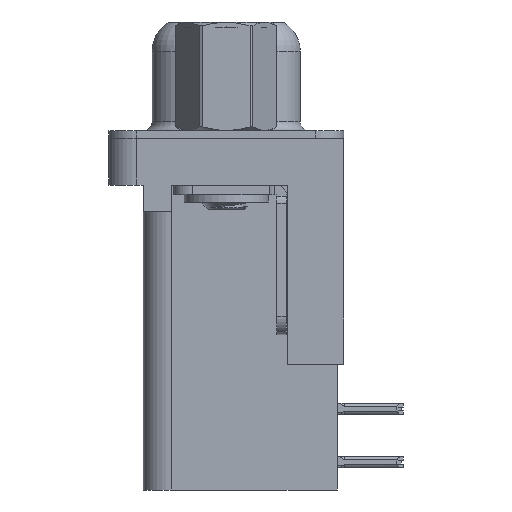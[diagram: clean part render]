
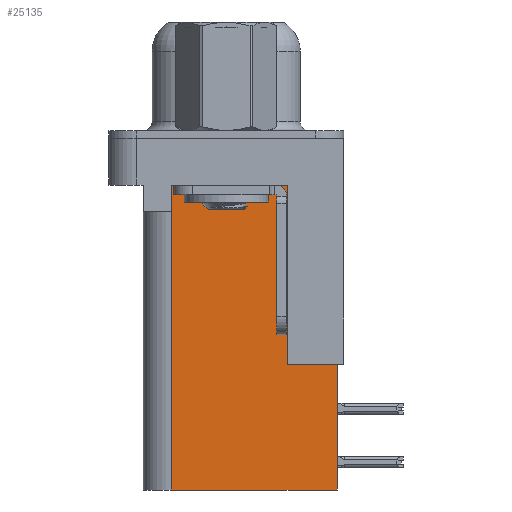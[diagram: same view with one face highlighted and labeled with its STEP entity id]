
A CAD part, left-side view. The second image highlights one B-rep face of the part: STEP entity #25135.
In plain terms, the highlighted planar face has unit normal (-1, 0, 0).
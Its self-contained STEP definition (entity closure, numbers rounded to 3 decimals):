
#83 = ORIENTED_EDGE ( 'NONE', *, *, #26336, .T. ) ;
#279 = CARTESIAN_POINT ( 'NONE',  ( 3.79, -5.925, -18.76 ) ) ;
#1243 = VECTOR ( 'NONE', #24244, 1000. ) ;
#1354 = LINE ( 'NONE', #28123, #19473 ) ;
#1691 = EDGE_CURVE ( 'NONE', #2317, #26078, #12500, .T. ) ;
#1777 = CARTESIAN_POINT ( 'NONE',  ( 3.79, 2.895, -2.5 ) ) ;
#1804 = CARTESIAN_POINT ( 'NONE',  ( 3.79, -3.295, -18.76 ) ) ;
#2019 = LINE ( 'NONE', #1804, #14587 ) ;
#2317 = VERTEX_POINT ( 'NONE', #20542 ) ;
#2958 = CARTESIAN_POINT ( 'NONE',  ( 3.79, -5.925, -2. ) ) ;
#3108 = EDGE_CURVE ( 'NONE', #26238, #23876, #1354, .T. ) ;
#3765 = DIRECTION ( 'NONE',  ( 0., 0., 1. ) ) ;
#3936 = EDGE_CURVE ( 'NONE', #27692, #26078, #23528, .T. ) ;
#4073 = VECTOR ( 'NONE', #19491, 1000. ) ;
#4570 = CARTESIAN_POINT ( 'NONE',  ( 3.79, -3.295, -18.76 ) ) ;
#4635 = VECTOR ( 'NONE', #27248, 1000. ) ;
#5330 = CARTESIAN_POINT ( 'NONE',  ( 3.79, 2.925, -18.76 ) ) ;
#6153 = ORIENTED_EDGE ( 'NONE', *, *, #3108, .T. ) ;
#6282 = DIRECTION ( 'NONE',  ( 0., 1., 0. ) ) ;
#6428 = EDGE_CURVE ( 'NONE', #28085, #28130, #6796, .T. ) ;
#6796 = LINE ( 'NONE', #25267, #12361 ) ;
#6938 = DIRECTION ( 'NONE',  ( 0., 1., 0. ) ) ;
#8593 = VERTEX_POINT ( 'NONE', #279 ) ;
#10034 = CARTESIAN_POINT ( 'NONE',  ( 3.79, 2.895, -3.9 ) ) ;
#10259 = FACE_OUTER_BOUND ( 'NONE', #24589, .T. ) ;
#11216 = CARTESIAN_POINT ( 'NONE',  ( 3.79, 2.895, -3.9 ) ) ;
#11440 = ORIENTED_EDGE ( 'NONE', *, *, #3936, .T. ) ;
#12361 = VECTOR ( 'NONE', #6282, 1000. ) ;
#12500 = LINE ( 'NONE', #5330, #24396 ) ;
#12552 = EDGE_CURVE ( 'NONE', #28085, #8593, #29279, .T. ) ;
#13713 = CARTESIAN_POINT ( 'NONE',  ( 3.79, -3.295, -2.5 ) ) ;
#14480 = ORIENTED_EDGE ( 'NONE', *, *, #12552, .F. ) ;
#14587 = VECTOR ( 'NONE', #18343, 1000. ) ;
#15583 = ORIENTED_EDGE ( 'NONE', *, *, #18668, .F. ) ;
#15732 = CARTESIAN_POINT ( 'NONE',  ( 3.79, -5.925, -12.05 ) ) ;
#16361 = PLANE ( 'NONE',  #19620 ) ;
#18343 = DIRECTION ( 'NONE',  ( 0., 1., 0. ) ) ;
#18668 = EDGE_CURVE ( 'NONE', #8593, #2317, #2019, .T. ) ;
#19473 = VECTOR ( 'NONE', #22416, 1000. ) ;
#19491 = DIRECTION ( 'NONE',  ( 0., 0., -1. ) ) ;
#19530 = EDGE_CURVE ( 'NONE', #23876, #27692, #24956, .T. ) ;
#19620 = AXIS2_PLACEMENT_3D ( 'NONE', #4570, #21112, #6938 ) ;
#20542 = CARTESIAN_POINT ( 'NONE',  ( 3.79, 2.925, -18.76 ) ) ;
#20580 = ORIENTED_EDGE ( 'NONE', *, *, #1691, .F. ) ;
#21112 = DIRECTION ( 'NONE',  ( 1., 0., 0. ) ) ;
#22116 = LINE ( 'NONE', #23456, #26973 ) ;
#22416 = DIRECTION ( 'NONE',  ( 0., 1., 0. ) ) ;
#23456 = CARTESIAN_POINT ( 'NONE',  ( 3.79, -3.295, -18.76 ) ) ;
#23528 = LINE ( 'NONE', #30333, #4635 ) ;
#23876 = VERTEX_POINT ( 'NONE', #1777 ) ;
#24244 = DIRECTION ( 'NONE',  ( 0., 0., -1. ) ) ;
#24396 = VECTOR ( 'NONE', #3765, 1000. ) ;
#24589 = EDGE_LOOP ( 'NONE', ( #6153, #29526, #11440, #20580, #15583, #14480, #30040, #83 ) ) ;
#24956 = LINE ( 'NONE', #10034, #1243 ) ;
#25135 = ADVANCED_FACE ( 'NONE', ( #10259 ), #16361, .F. ) ;
#25267 = CARTESIAN_POINT ( 'NONE',  ( 3.79, -6.295, -12.05 ) ) ;
#26078 = VERTEX_POINT ( 'NONE', #29998 ) ;
#26238 = VERTEX_POINT ( 'NONE', #13713 ) ;
#26336 = EDGE_CURVE ( 'NONE', #28130, #26238, #22116, .T. ) ;
#26973 = VECTOR ( 'NONE', #28242, 1000. ) ;
#27248 = DIRECTION ( 'NONE',  ( 0., 1., 0. ) ) ;
#27692 = VERTEX_POINT ( 'NONE', #11216 ) ;
#28078 = CARTESIAN_POINT ( 'NONE',  ( 3.79, -3.295, -12.05 ) ) ;
#28085 = VERTEX_POINT ( 'NONE', #15732 ) ;
#28123 = CARTESIAN_POINT ( 'NONE',  ( 3.79, -3.295, -2.5 ) ) ;
#28130 = VERTEX_POINT ( 'NONE', #28078 ) ;
#28242 = DIRECTION ( 'NONE',  ( 0., 0., 1. ) ) ;
#29279 = LINE ( 'NONE', #2958, #4073 ) ;
#29526 = ORIENTED_EDGE ( 'NONE', *, *, #19530, .T. ) ;
#29998 = CARTESIAN_POINT ( 'NONE',  ( 3.79, 2.925, -3.9 ) ) ;
#30040 = ORIENTED_EDGE ( 'NONE', *, *, #6428, .T. ) ;
#30333 = CARTESIAN_POINT ( 'NONE',  ( 3.79, 0., -3.9 ) ) ;
